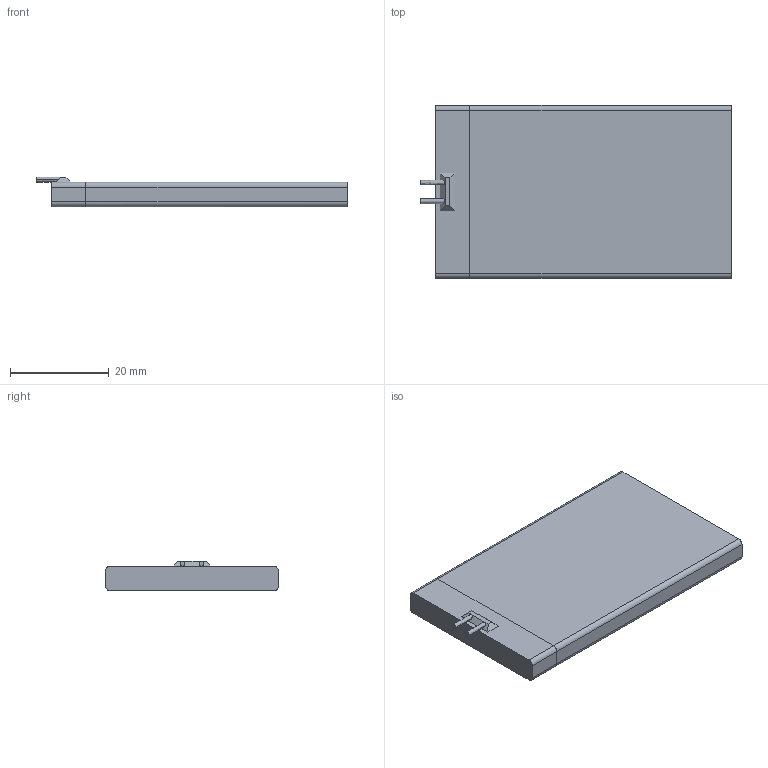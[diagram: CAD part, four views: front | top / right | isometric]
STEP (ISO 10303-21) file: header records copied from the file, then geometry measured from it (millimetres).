
FILE_DESCRIPTION(/* description */ (''),/* implementation_level */ '2;1');
FILE_NAME(/* name */ 'lipo-battery',/* time_stamp */ '2019-10-29T10:48:03-05:00',/* author */ (''),/* organization */ (''),/* preprocessor_version */ 'ST-DEVELOPER v16.5',/* originating_system */ '',/* authorisation */ '');
FILE_SCHEMA (('AUTOMOTIVE_DESIGN'));
Length unit declared in the file: millimetre
Products named in the file (1): Document
Bounding box: 63 x 35 x 6 mm (x, y, z)
Volume: 10474.2 mm3; surface area: 5435 mm2
Topology: 4 solids, 4 shells, 33 faces, 74 edges, 50 vertices
Faces by surface type: plane 21, bspline 12
Entity records: 992 total; most frequent: CARTESIAN_POINT 443, ORIENTED_EDGE 148, EDGE_CURVE 74, VERTEX_POINT 50, B_SPLINE_CURVE_WITH_KNOTS 46, EDGE_LOOP 34, ADVANCED_FACE 33, FACE_OUTER_BOUND 33
